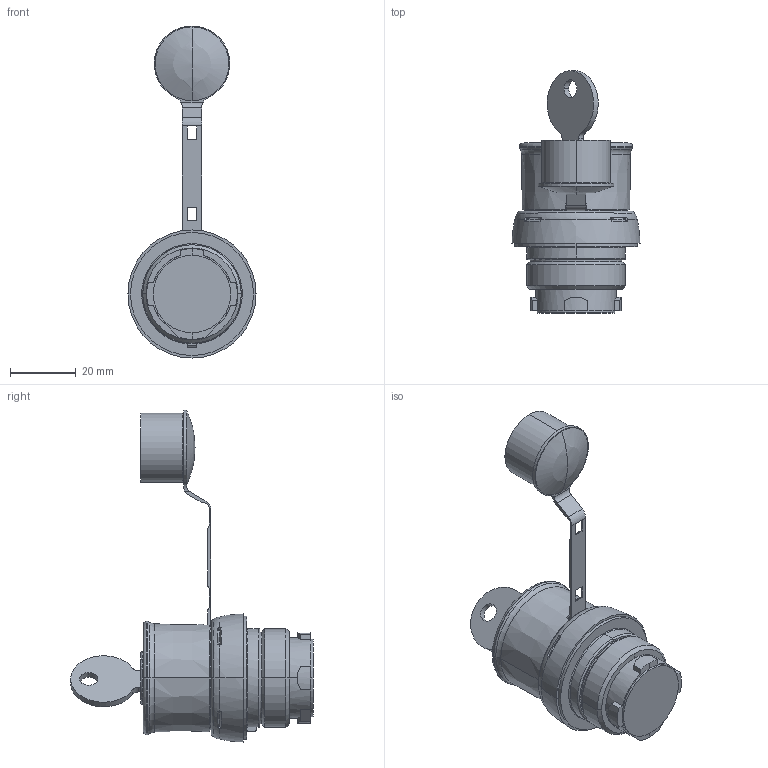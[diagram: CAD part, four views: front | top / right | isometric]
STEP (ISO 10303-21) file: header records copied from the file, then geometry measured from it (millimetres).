
FILE_DESCRIPTION((''),'2;1');
FILE_NAME('05-1141-0458_EINSATZGEH','2023-09-22T10:25:00',('Beil'),(''),'CREO PARAMETRIC BY PTC INC, 2019030','CREO PARAMETRIC BY PTC INC, 2019030','');
FILE_SCHEMA(('CONFIG_CONTROL_DESIGN','SHAPE_APPEARANCE_LAYERS_GROUPS'));
Length unit declared in the file: millimetre
Products named in the file (1): 05-1141-0458_EINSATZGEH
Bounding box: 39 x 73.76 x 101.15 mm (x, y, z)
Volume: 43849.9 mm3; surface area: 14209.6 mm2
Topology: 1 solids, 1 shells, 258 faces, 706 edges, 456 vertices
Faces by surface type: plane 97, cylinder 63, cone 28, extrusion 24, torus 23, bspline 18, sphere 5
Entity records: 12143 total; most frequent: CARTESIAN_POINT 2563, ORIENTED_EDGE 1404, DIRECTION 1242, PRESENTATION_STYLE_ASSIGNMENT 787, STYLED_ITEM 703, CURVE_STYLE 702, EDGE_CURVE 702, AXIS2_PLACEMENT_3D 463
